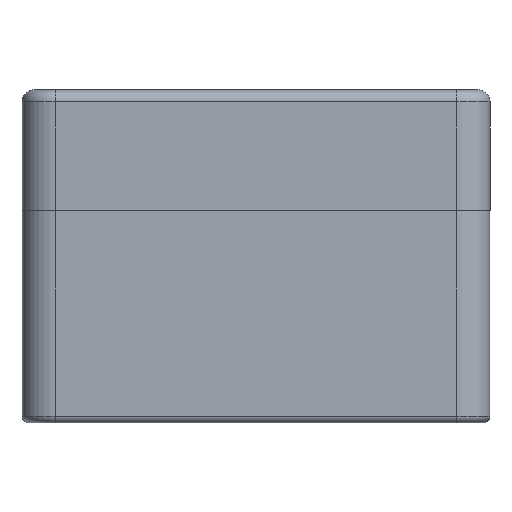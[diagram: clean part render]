
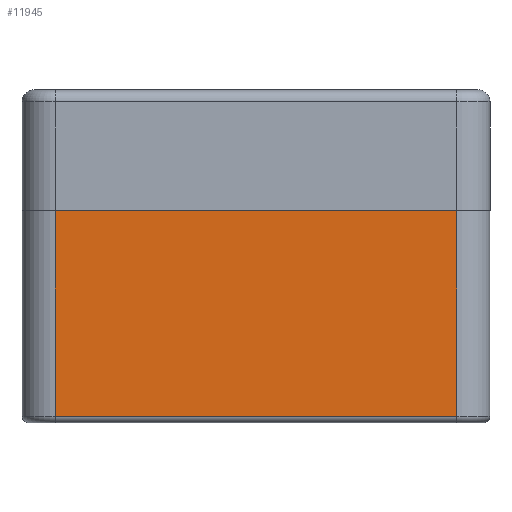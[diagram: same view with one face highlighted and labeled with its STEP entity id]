
A CAD part, left-side view. The second image highlights one B-rep face of the part: STEP entity #11945.
In plain terms, the highlighted planar face has unit normal (-1, 0, 0).
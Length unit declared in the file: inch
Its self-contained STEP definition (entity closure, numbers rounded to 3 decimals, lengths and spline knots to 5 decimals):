
#781 = ORIENTED_EDGE ( 'NONE', *, *, #10409, .T. ) ;
#795 = EDGE_CURVE ( 'NONE', #13175, #4365, #13657, .T. ) ;
#1036 = CARTESIAN_POINT ( 'NONE',  ( -1.64144, 1.22983, -0.27243 ) ) ;
#1415 = LINE ( 'NONE', #4744, #8799 ) ;
#2953 = CARTESIAN_POINT ( 'NONE',  ( -1.64144, -1.13237, 0.3319 ) ) ;
#3145 = AXIS2_PLACEMENT_3D ( 'NONE', #5202, #12706, #11839 ) ;
#3598 = VERTEX_POINT ( 'NONE', #7748 ) ;
#3855 = VECTOR ( 'NONE', #12574, 39.37008 ) ;
#3939 = CARTESIAN_POINT ( 'NONE',  ( -1.64144, 0.04873, -0.27243 ) ) ;
#3944 = DIRECTION ( 'NONE',  ( 0., 1., 0. ) ) ;
#4206 = FACE_OUTER_BOUND ( 'NONE', #4253, .T. ) ;
#4253 = EDGE_LOOP ( 'NONE', ( #6545, #781, #10880, #8090 ) ) ;
#4365 = VERTEX_POINT ( 'NONE', #1036 ) ;
#4744 = CARTESIAN_POINT ( 'NONE',  ( -1.64144, -1.13237, 0.93623 ) ) ;
#5016 = CARTESIAN_POINT ( 'NONE',  ( -1.64144, 1.22983, 0.3319 ) ) ;
#5067 = VERTEX_POINT ( 'NONE', #13680 ) ;
#5076 = CARTESIAN_POINT ( 'NONE',  ( -1.64144, -1.13237, -0.27243 ) ) ;
#5202 = CARTESIAN_POINT ( 'NONE',  ( -1.64144, -1.13237, 0.3319 ) ) ;
#6545 = ORIENTED_EDGE ( 'NONE', *, *, #795, .F. ) ;
#6677 = EDGE_CURVE ( 'NONE', #4365, #5067, #13384, .T. ) ;
#7748 = CARTESIAN_POINT ( 'NONE',  ( -1.64144, -1.13237, 0.93623 ) ) ;
#8090 = ORIENTED_EDGE ( 'NONE', *, *, #6677, .F. ) ;
#8338 = LINE ( 'NONE', #2953, #11256 ) ;
#8799 = VECTOR ( 'NONE', #3944, 39.37008 ) ;
#9655 = PLANE ( 'NONE',  #3145 ) ;
#10409 = EDGE_CURVE ( 'NONE', #13175, #3598, #8338, .T. ) ;
#10880 = ORIENTED_EDGE ( 'NONE', *, *, #11463, .T. ) ;
#11230 = VECTOR ( 'NONE', #13601, 39.37008 ) ;
#11256 = VECTOR ( 'NONE', #11586, 39.37008 ) ;
#11463 = EDGE_CURVE ( 'NONE', #3598, #5067, #1415, .T. ) ;
#11586 = DIRECTION ( 'NONE',  ( 0., 0., 1. ) ) ;
#11839 = DIRECTION ( 'NONE',  ( 0., 0., 1. ) ) ;
#11945 = ADVANCED_FACE ( 'NONE', ( #4206 ), #9655, .T. ) ;
#12574 = DIRECTION ( 'NONE',  ( 0., 1., 0. ) ) ;
#12706 = DIRECTION ( 'NONE',  ( -1., 0., 0. ) ) ;
#13175 = VERTEX_POINT ( 'NONE', #5076 ) ;
#13384 = LINE ( 'NONE', #5016, #11230 ) ;
#13601 = DIRECTION ( 'NONE',  ( 0., 0., 1. ) ) ;
#13657 = LINE ( 'NONE', #3939, #3855 ) ;
#13680 = CARTESIAN_POINT ( 'NONE',  ( -1.64144, 1.22983, 0.93623 ) ) ;
